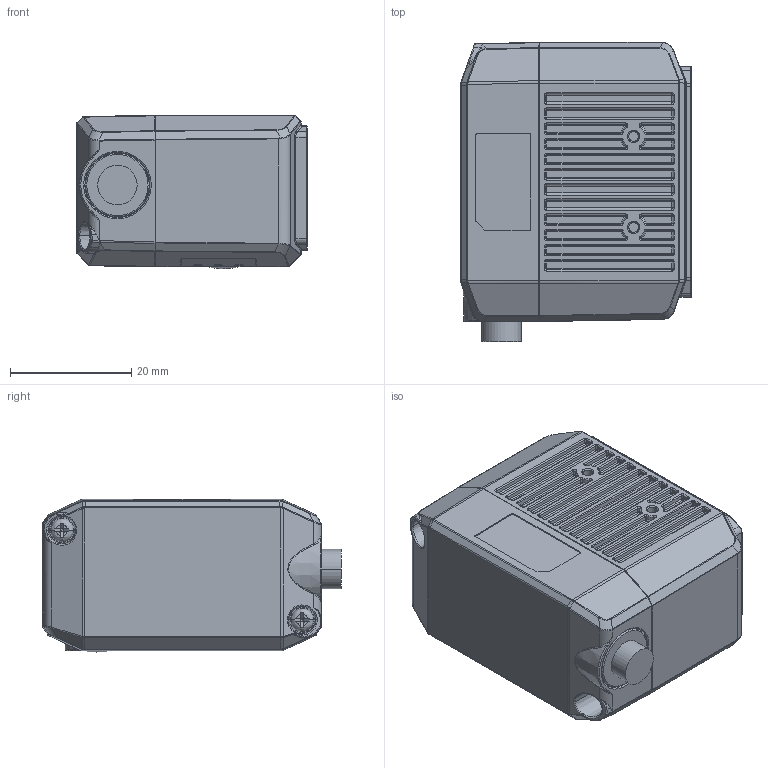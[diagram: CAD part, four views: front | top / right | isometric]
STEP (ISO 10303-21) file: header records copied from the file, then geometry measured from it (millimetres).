
FILE_DESCRIPTION((''),'2;1');
FILE_NAME('000-ID2000-DJ-3D-ALL-ASM_ASM','2020-06-12T14:16:33',('fangguihua'),(''),'CREO PARAMETRIC BY PTC INC, 2017260','CREO PARAMETRIC BY PTC INC, 2017260','');
FILE_SCHEMA(('CONFIG_CONTROL_DESIGN'));
Products named in the file (18): DE-13-000268; DE-13-000269_ASM; DE-12-000610; DE-12-000611_ASM; SHANGKEZUJIAN_ASM; DE-13-000270; DE-13-000271_ASM; ID2000-DJ-0001_ASM; DE-12-000575; DE-12-000581; DE-19-000361; DE-12-000582_ASM; DE-17-000474; 00-ID2000-DJ-MD_ASM; SRXIAN; 00-ID2000-DJ-STACKING_ASM; SC-P0M2X4B-GB818; 000-ID2000-DJ-3D-ALL-ASM_ASM
Assembly tree (18 placements, depth 5):
  000-ID2000-DJ-3D-ALL-ASM_ASM
    00-ID2000-DJ-MD_ASM
      SHANGKEZUJIAN_ASM
        DE-13-000269_ASM
          DE-13-000268
        DE-12-000611_ASM
          DE-12-000610
      ID2000-DJ-0001_ASM
        DE-13-000271_ASM
          DE-13-000270
      DE-12-000575
      DE-12-000582_ASM
        DE-12-000581
        DE-19-000361
      DE-17-000474
    00-ID2000-DJ-STACKING_ASM
      SRXIAN
    SC-P0M2X4B-GB818  x2
Bounding box: 38 x 49.3 x 25.3 mm (x, y, z)
Volume: 39821.2 mm3; surface area: 13858.2 mm2
Topology: 10 solids, 28 shells, 1617 faces, 3881 edges, 2266 vertices
Faces by surface type: cylinder 580, plane 437, bspline 290, torus 144, cone 135, sphere 31
Entity records: 56966 total; most frequent: CARTESIAN_POINT 22747, ORIENTED_EDGE 7325, DIRECTION 6665, EDGE_CURVE 3701, AXIS2_PLACEMENT_3D 2520, VERTEX_POINT 2201, EDGE_LOOP 1637, VECTOR 1625
